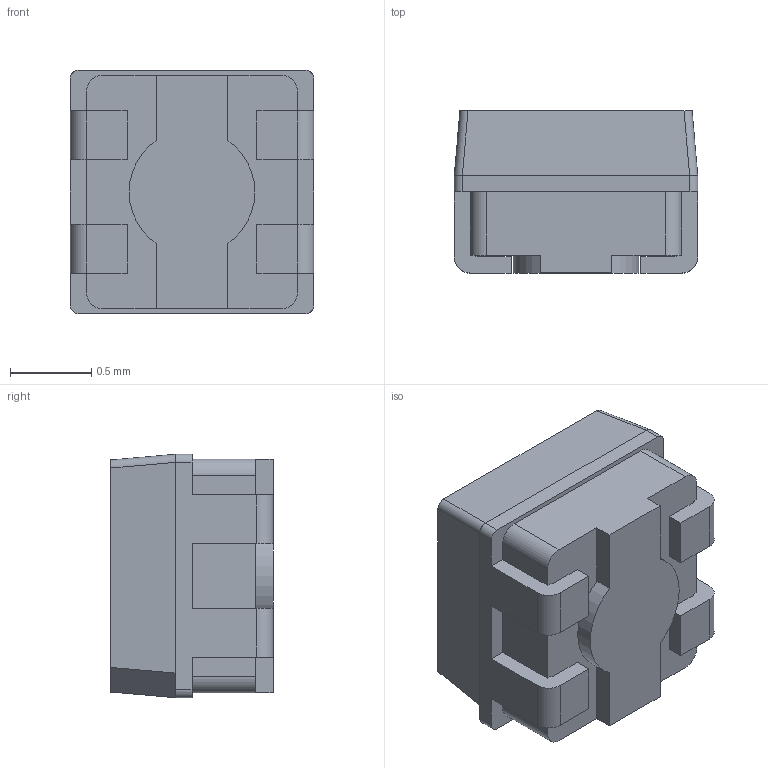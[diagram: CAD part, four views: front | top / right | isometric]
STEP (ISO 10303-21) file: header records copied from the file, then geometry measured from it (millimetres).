
FILE_DESCRIPTION (( 'STEP AP214' ), '1' );
FILE_NAME ('CLMUD-FKC-CH1NP1561BB7T4S3.STEP', '2024-06-03T03:40:59', ( '' ), ( '' ), 'SwSTEP 2.0', 'SolidWorks 2022', '' );
FILE_SCHEMA (( 'AUTOMOTIVE_DESIGN' ));
Length unit declared in the file: millimetre
Products named in the file (1): CLMUD-FKC-CH1NP1561BB7T4S3
Bounding box: 1.5 x 1 x 1.5 mm (x, y, z)
Volume: 2 mm3; surface area: 20.2 mm2
Topology: 3 solids, 3 shells, 79 faces, 216 edges, 144 vertices
Faces by surface type: plane 54, cylinder 25
Entity records: 2557 total; most frequent: CARTESIAN_POINT 458, ORIENTED_EDGE 432, DIRECTION 414, EDGE_CURVE 216, VECTOR 166, LINE 166, VERTEX_POINT 144, AXIS2_PLACEMENT_3D 124
